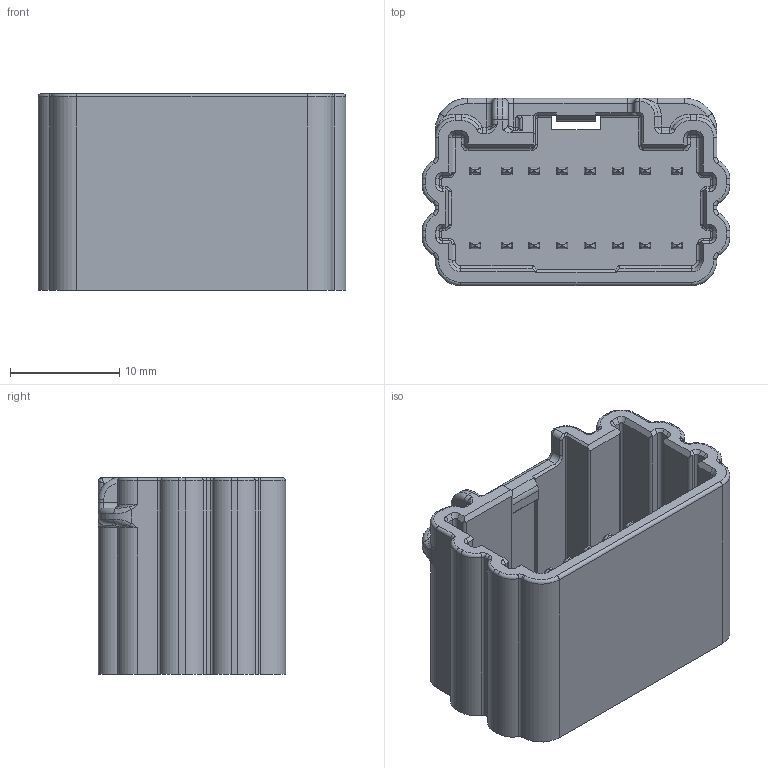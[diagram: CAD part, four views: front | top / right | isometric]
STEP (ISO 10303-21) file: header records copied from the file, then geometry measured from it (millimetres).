
FILE_DESCRIPTION(('STEP AP214'),'1');
FILE_NAME('GM 16W Interface ASSY Key D.stp','2023-03-21T12:43:52',(' '),(' '),'Spatial InterOp 3D',' ',' ');
FILE_SCHEMA(('AUTOMOTIVE_DESIGN { 1 0 10303 214 1 1 1 1 }'));
Length unit declared in the file: metre
Products named in the file (3): GM 16W Interface ASSY Key D; INTERFACE KEYD; GM 16W Terminals for Header
Assembly tree (2 placements, depth 2):
  GM 16W Interface ASSY Key D
    INTERFACE KEYD
    GM 16W Terminals for Header
Bounding box: 28.15 x 17.15 x 18 mm (x, y, z)
Volume: 2799.2 mm3; surface area: 4155.6 mm2
Topology: 17 solids, 17 shells, 589 faces, 1493 edges, 899 vertices
Faces by surface type: cylinder 247, plane 208, torus 62, bspline 38, cone 18, sphere 16
Entity records: 21820 total; most frequent: CARTESIAN_POINT 6954, ORIENTED_EDGE 2910, DIRECTION 2449, EDGE_CURVE 1455, VERTEX_POINT 899, AXIS2_PLACEMENT_3D 849, LINE 751, VECTOR 751
